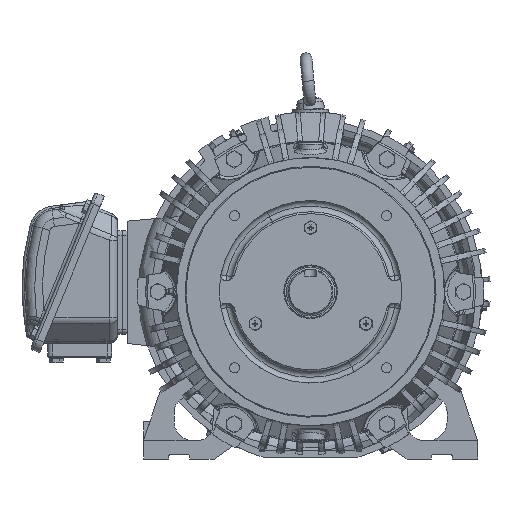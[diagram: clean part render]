
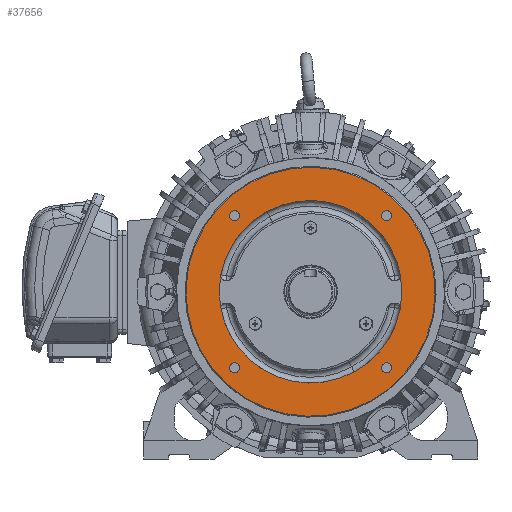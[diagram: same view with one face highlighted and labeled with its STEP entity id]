
A CAD part, left-side view. The second image highlights one B-rep face of the part: STEP entity #37656.
In plain terms, the highlighted planar face has unit normal (-1, 0, 0).
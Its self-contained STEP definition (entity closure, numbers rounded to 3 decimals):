
#37543=CARTESIAN_POINT('Axis2P3D Location',(-93.2,0.,97.)) ;
#37548=CARTESIAN_POINT('Axis2P3D Location',(-93.2,0.,0.)) ;
#37552=CARTESIAN_POINT('Vertex',(-93.2,-63.452,-116.148)) ;
#37554=CARTESIAN_POINT('Vertex',(-93.2,63.452,116.148)) ;
#37557=CARTESIAN_POINT('Axis2P3D Location',(-93.2,0.,0.)) ;
#37566=CARTESIAN_POINT('Axis2P3D Location',(-93.2,-80.822,80.822)) ;
#37570=CARTESIAN_POINT('Vertex',(-93.2,-85.466,78.285)) ;
#37572=CARTESIAN_POINT('Vertex',(-93.2,-76.178,83.359)) ;
#37575=CARTESIAN_POINT('Axis2P3D Location',(-93.2,-80.822,80.822)) ;
#37584=CARTESIAN_POINT('Axis2P3D Location',(-93.2,0.,0.)) ;
#37588=CARTESIAN_POINT('Vertex',(-93.2,46.504,85.126)) ;
#37590=CARTESIAN_POINT('Vertex',(-93.2,-46.504,-85.126)) ;
#37593=CARTESIAN_POINT('Axis2P3D Location',(-93.2,0.,0.)) ;
#37602=CARTESIAN_POINT('Axis2P3D Location',(-93.2,80.822,80.822)) ;
#37606=CARTESIAN_POINT('Vertex',(-93.2,85.466,83.359)) ;
#37608=CARTESIAN_POINT('Vertex',(-93.2,76.178,78.285)) ;
#37611=CARTESIAN_POINT('Axis2P3D Location',(-93.2,80.822,80.822)) ;
#37620=CARTESIAN_POINT('Axis2P3D Location',(-93.2,-80.822,-80.822)) ;
#37624=CARTESIAN_POINT('Vertex',(-93.2,-76.178,-78.285)) ;
#37626=CARTESIAN_POINT('Vertex',(-93.2,-85.466,-83.359)) ;
#37629=CARTESIAN_POINT('Axis2P3D Location',(-93.2,-80.822,-80.822)) ;
#37638=CARTESIAN_POINT('Axis2P3D Location',(-93.2,80.822,-80.822)) ;
#37642=CARTESIAN_POINT('Vertex',(-93.2,85.466,-78.285)) ;
#37644=CARTESIAN_POINT('Vertex',(-93.2,76.178,-83.359)) ;
#37647=CARTESIAN_POINT('Axis2P3D Location',(-93.2,80.822,-80.822)) ;
#37544=DIRECTION('Axis2P3D Direction',(-1.,0.,0.)) ;
#37545=DIRECTION('Axis2P3D XDirection',(0.,1.,0.)) ;
#37549=DIRECTION('Axis2P3D Direction',(-1.,0.,0.)) ;
#37558=DIRECTION('Axis2P3D Direction',(-1.,0.,0.)) ;
#37567=DIRECTION('Axis2P3D Direction',(-1.,0.,0.)) ;
#37576=DIRECTION('Axis2P3D Direction',(-1.,0.,0.)) ;
#37585=DIRECTION('Axis2P3D Direction',(-1.,0.,0.)) ;
#37594=DIRECTION('Axis2P3D Direction',(-1.,0.,0.)) ;
#37603=DIRECTION('Axis2P3D Direction',(-1.,0.,0.)) ;
#37612=DIRECTION('Axis2P3D Direction',(-1.,0.,0.)) ;
#37621=DIRECTION('Axis2P3D Direction',(-1.,0.,0.)) ;
#37630=DIRECTION('Axis2P3D Direction',(-1.,0.,0.)) ;
#37639=DIRECTION('Axis2P3D Direction',(-1.,0.,0.)) ;
#37648=DIRECTION('Axis2P3D Direction',(-1.,0.,0.)) ;
#37546=AXIS2_PLACEMENT_3D('Plane Axis2P3D',#37543,#37544,#37545) ;
#37550=AXIS2_PLACEMENT_3D('Circle Axis2P3D',#37548,#37549,$) ;
#37559=AXIS2_PLACEMENT_3D('Circle Axis2P3D',#37557,#37558,$) ;
#37568=AXIS2_PLACEMENT_3D('Circle Axis2P3D',#37566,#37567,$) ;
#37577=AXIS2_PLACEMENT_3D('Circle Axis2P3D',#37575,#37576,$) ;
#37586=AXIS2_PLACEMENT_3D('Circle Axis2P3D',#37584,#37585,$) ;
#37595=AXIS2_PLACEMENT_3D('Circle Axis2P3D',#37593,#37594,$) ;
#37604=AXIS2_PLACEMENT_3D('Circle Axis2P3D',#37602,#37603,$) ;
#37613=AXIS2_PLACEMENT_3D('Circle Axis2P3D',#37611,#37612,$) ;
#37622=AXIS2_PLACEMENT_3D('Circle Axis2P3D',#37620,#37621,$) ;
#37631=AXIS2_PLACEMENT_3D('Circle Axis2P3D',#37629,#37630,$) ;
#37640=AXIS2_PLACEMENT_3D('Circle Axis2P3D',#37638,#37639,$) ;
#37649=AXIS2_PLACEMENT_3D('Circle Axis2P3D',#37647,#37648,$) ;
#37563=ORIENTED_EDGE('',*,*,#37556,.T.) ;
#37564=ORIENTED_EDGE('',*,*,#37561,.T.) ;
#37581=ORIENTED_EDGE('',*,*,#37574,.F.) ;
#37582=ORIENTED_EDGE('',*,*,#37579,.F.) ;
#37599=ORIENTED_EDGE('',*,*,#37592,.F.) ;
#37600=ORIENTED_EDGE('',*,*,#37597,.F.) ;
#37617=ORIENTED_EDGE('',*,*,#37610,.F.) ;
#37618=ORIENTED_EDGE('',*,*,#37615,.F.) ;
#37635=ORIENTED_EDGE('',*,*,#37628,.F.) ;
#37636=ORIENTED_EDGE('',*,*,#37633,.F.) ;
#37653=ORIENTED_EDGE('',*,*,#37646,.F.) ;
#37654=ORIENTED_EDGE('',*,*,#37651,.F.) ;
#37583=FACE_BOUND('',#37580,.T.) ;
#37601=FACE_BOUND('',#37598,.T.) ;
#37619=FACE_BOUND('',#37616,.T.) ;
#37637=FACE_BOUND('',#37634,.T.) ;
#37655=FACE_BOUND('',#37652,.T.) ;
#37656=ADVANCED_FACE('31103B928.1',(#37565,#37583,#37601,#37619,#37637,#37655),#37547,.T.) ;
#37551=CIRCLE('generated circle',#37550,132.35) ;
#37560=CIRCLE('generated circle',#37559,132.35) ;
#37569=CIRCLE('generated circle',#37568,5.292) ;
#37578=CIRCLE('generated circle',#37577,5.292) ;
#37587=CIRCLE('generated circle',#37586,97.) ;
#37596=CIRCLE('generated circle',#37595,97.) ;
#37605=CIRCLE('generated circle',#37604,5.292) ;
#37614=CIRCLE('generated circle',#37613,5.292) ;
#37623=CIRCLE('generated circle',#37622,5.292) ;
#37632=CIRCLE('generated circle',#37631,5.292) ;
#37641=CIRCLE('generated circle',#37640,5.292) ;
#37650=CIRCLE('generated circle',#37649,5.292) ;
#37556=EDGE_CURVE('',#37553,#37555,#37551,.T.) ;
#37561=EDGE_CURVE('',#37555,#37553,#37560,.T.) ;
#37574=EDGE_CURVE('',#37571,#37573,#37569,.T.) ;
#37579=EDGE_CURVE('',#37573,#37571,#37578,.T.) ;
#37592=EDGE_CURVE('',#37589,#37591,#37587,.T.) ;
#37597=EDGE_CURVE('',#37591,#37589,#37596,.T.) ;
#37610=EDGE_CURVE('',#37607,#37609,#37605,.T.) ;
#37615=EDGE_CURVE('',#37609,#37607,#37614,.T.) ;
#37628=EDGE_CURVE('',#37625,#37627,#37623,.T.) ;
#37633=EDGE_CURVE('',#37627,#37625,#37632,.T.) ;
#37646=EDGE_CURVE('',#37643,#37645,#37641,.T.) ;
#37651=EDGE_CURVE('',#37645,#37643,#37650,.T.) ;
#37562=EDGE_LOOP('',(#37563,#37564)) ;
#37580=EDGE_LOOP('',(#37581,#37582)) ;
#37598=EDGE_LOOP('',(#37599,#37600)) ;
#37616=EDGE_LOOP('',(#37617,#37618)) ;
#37634=EDGE_LOOP('',(#37635,#37636)) ;
#37652=EDGE_LOOP('',(#37653,#37654)) ;
#37565=FACE_OUTER_BOUND('',#37562,.T.) ;
#37547=PLANE('Plane',#37546) ;
#37553=VERTEX_POINT('',#37552) ;
#37555=VERTEX_POINT('',#37554) ;
#37571=VERTEX_POINT('',#37570) ;
#37573=VERTEX_POINT('',#37572) ;
#37589=VERTEX_POINT('',#37588) ;
#37591=VERTEX_POINT('',#37590) ;
#37607=VERTEX_POINT('',#37606) ;
#37609=VERTEX_POINT('',#37608) ;
#37625=VERTEX_POINT('',#37624) ;
#37627=VERTEX_POINT('',#37626) ;
#37643=VERTEX_POINT('',#37642) ;
#37645=VERTEX_POINT('',#37644) ;
